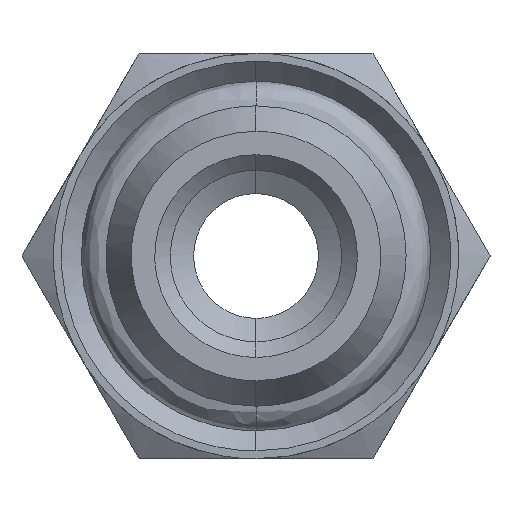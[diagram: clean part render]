
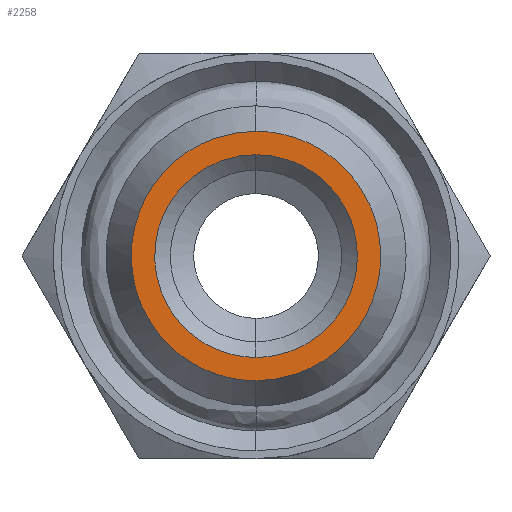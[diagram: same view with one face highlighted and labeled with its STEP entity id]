
A CAD part, front view. The second image highlights one B-rep face of the part: STEP entity #2258.
In plain terms, the highlighted free-form (B-spline) face has degree [1, 1] with [2, 2] control points.
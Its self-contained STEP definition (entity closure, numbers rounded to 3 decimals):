
#20 = CARTESIAN_POINT ( 'NONE',  ( -3.2, 0., 2.457 ) ) ;
#127 = CARTESIAN_POINT ( 'NONE',  ( 0., 0., -3.25 ) ) ;
#186 = CARTESIAN_POINT ( 'NONE',  ( 2.457, 0., 3.2 ) ) ;
#193 = CARTESIAN_POINT ( 'NONE',  ( -1.045, 0., 3.897 ) ) ;
#195 = CARTESIAN_POINT ( 'NONE',  ( 3.494, 0., 2.016 ) ) ;
#204 = CARTESIAN_POINT ( 'NONE',  ( 0., 0., 4. ) ) ;
#207 = CARTESIAN_POINT ( 'NONE',  ( 2.016, 0., -3.494 ) ) ;
#275 = CARTESIAN_POINT ( 'NONE',  ( 2.6, 0., 1.996 ) ) ;
#284 = CARTESIAN_POINT ( 'NONE',  ( 0., 0., 3.25 ) ) ;
#358 = FACE_BOUND ( 'NONE', #1652, .T. ) ;
#404 = CARTESIAN_POINT ( 'NONE',  ( -2.457, 0., 3.2 ) ) ;
#454 = CARTESIAN_POINT ( 'NONE',  ( 3.25, 0., 0.427 ) ) ;
#466 = CARTESIAN_POINT ( 'NONE',  ( 1.638, 0., -2.839 ) ) ;
#473 = CARTESIAN_POINT ( 'NONE',  ( 0.427, 0., -3.25 ) ) ;
#484 = CARTESIAN_POINT ( 'NONE',  ( 0., 0., -4. ) ) ;
#562 = ORIENTED_EDGE ( 'NONE', *, *, #1163, .T. ) ;
#598 = CARTESIAN_POINT ( 'NONE',  ( -4., 0., -0.525 ) ) ;
#603 = EDGE_CURVE ( 'NONE', #845, #1334, #2087, .T. ) ;
#606 = CARTESIAN_POINT ( 'NONE',  ( -0.525, 0., -4. ) ) ;
#608 = CARTESIAN_POINT ( 'NONE',  ( 0., 0., 4. ) ) ;
#618 = CARTESIAN_POINT ( 'NONE',  ( 0.525, 0., 4. ) ) ;
#620 = VERTEX_POINT ( 'NONE', #2047 ) ;
#621 = CARTESIAN_POINT ( 'NONE',  ( -4.048, 0., -4.048 ) ) ;
#629 = CARTESIAN_POINT ( 'NONE',  ( 0., 0., -4. ) ) ;
#632 = CARTESIAN_POINT ( 'NONE',  ( -0.525, 0., 4. ) ) ;
#636 = B_SPLINE_CURVE_WITH_KNOTS ( 'NONE', 3,
 ( #284, #913, #2151, #1100, #2140, #275, #2184, #894, #454, #2406, #903, #1324, #1126, #1906, #466, #664, #473, #2600 ),
 .UNSPECIFIED., .F., .F.,
 ( 4, 2, 2, 2, 2, 2, 2, 2, 4 ),
 ( 0., 0.393, 0.785, 1.178, 1.571, 1.963, 2.356, 2.749, 3.142 ),
 .UNSPECIFIED. ) ;
#664 = CARTESIAN_POINT ( 'NONE',  ( 0.849, 0., -3.166 ) ) ;
#763 = EDGE_CURVE ( 'NONE', #845, #1334, #636, .T. ) ;
#815 = CARTESIAN_POINT ( 'NONE',  ( -3.897, 0., -1.045 ) ) ;
#818 = CARTESIAN_POINT ( 'NONE',  ( -4.048, 0., 4.048 ) ) ;
#837 = CARTESIAN_POINT ( 'NONE',  ( 3.2, 0., 2.457 ) ) ;
#845 = VERTEX_POINT ( 'NONE', #2426 ) ;
#894 = CARTESIAN_POINT ( 'NONE',  ( 3.166, 0., 0.849 ) ) ;
#903 = CARTESIAN_POINT ( 'NONE',  ( 3.166, 0., -0.849 ) ) ;
#913 = CARTESIAN_POINT ( 'NONE',  ( 0.427, 0., 3.25 ) ) ;
#972 = CARTESIAN_POINT ( 'NONE',  ( 0., 0., -4. ) ) ;
#1013 = CARTESIAN_POINT ( 'NONE',  ( 4.048, 0., 4.048 ) ) ;
#1020 = CARTESIAN_POINT ( 'NONE',  ( 3.897, 0., 1.045 ) ) ;
#1029 = CARTESIAN_POINT ( 'NONE',  ( 4., 0., -0.525 ) ) ;
#1043 = CARTESIAN_POINT ( 'NONE',  ( -2.457, 0., -3.2 ) ) ;
#1100 = CARTESIAN_POINT ( 'NONE',  ( 1.638, 0., 2.839 ) ) ;
#1119 = ORIENTED_EDGE ( 'NONE', *, *, #2689, .T. ) ;
#1126 = CARTESIAN_POINT ( 'NONE',  ( 2.6, 0., -1.996 ) ) ;
#1163 = EDGE_CURVE ( 'NONE', #1522, #620, #2555, .T. ) ;
#1232 = CARTESIAN_POINT ( 'NONE',  ( 3.494, 0., -2.016 ) ) ;
#1246 = B_SPLINE_SURFACE_WITH_KNOTS ( 'NONE', 1, 1, ( 
 ( #818, #1013 ),
 ( #621, #2705 ) ),
 .UNSPECIFIED., .F., .F., .F.,
 ( 2, 2 ),
 ( 2, 2 ),
 ( 0., 1. ),
 ( 0., 1. ),
 .UNSPECIFIED. ) ;
#1252 = ORIENTED_EDGE ( 'NONE', *, *, #603, .F. ) ;
#1324 = CARTESIAN_POINT ( 'NONE',  ( 2.839, 0., -1.638 ) ) ;
#1334 = VERTEX_POINT ( 'NONE', #127 ) ;
#1432 = CARTESIAN_POINT ( 'NONE',  ( 2.457, 0., -3.2 ) ) ;
#1522 = VERTEX_POINT ( 'NONE', #484 ) ;
#1630 = CARTESIAN_POINT ( 'NONE',  ( 1.045, 0., -3.897 ) ) ;
#1640 = CARTESIAN_POINT ( 'NONE',  ( 0., 0., -3.25 ) ) ;
#1652 = EDGE_LOOP ( 'NONE', ( #1252, #1953 ) ) ;
#1829 = EDGE_LOOP ( 'NONE', ( #1119, #562 ) ) ;
#1833 = CARTESIAN_POINT ( 'NONE',  ( 2.016, 0., 3.494 ) ) ;
#1839 = CARTESIAN_POINT ( 'NONE',  ( -1.045, 0., -3.897 ) ) ;
#1844 = CARTESIAN_POINT ( 'NONE',  ( -3.2, 0., -2.457 ) ) ;
#1854 = CARTESIAN_POINT ( 'NONE',  ( -3.494, 0., 2.016 ) ) ;
#1856 = CARTESIAN_POINT ( 'NONE',  ( 3.897, 0., -1.045 ) ) ;
#1862 = CARTESIAN_POINT ( 'NONE',  ( -3.494, 0., -2.016 ) ) ;
#1906 = CARTESIAN_POINT ( 'NONE',  ( 1.996, 0., -2.6 ) ) ;
#1939 = FACE_OUTER_BOUND ( 'NONE', #1829, .T. ) ;
#1953 = ORIENTED_EDGE ( 'NONE', *, *, #763, .T. ) ;
#2047 = CARTESIAN_POINT ( 'NONE',  ( 0., 0., 4. ) ) ;
#2073 = CARTESIAN_POINT ( 'NONE',  ( -4., 0., 0.525 ) ) ;
#2083 = CARTESIAN_POINT ( 'NONE',  ( -6.5, 0., 3.25 ) ) ;
#2087 =( BOUNDED_CURVE ( )  B_SPLINE_CURVE ( 3, ( #2515, #2083, #2277, #1640 ),
 .UNSPECIFIED., .F., .F. ) 
 B_SPLINE_CURVE_WITH_KNOTS ( ( 4, 4 ),
 ( -3.142, 0. ),
 .UNSPECIFIED. ) 
 CURVE ( )  GEOMETRIC_REPRESENTATION_ITEM ( )  RATIONAL_B_SPLINE_CURVE ( ( 1., 0.333, 0.333, 1. ) ) 
 REPRESENTATION_ITEM ( '' )  );
#2099 = CARTESIAN_POINT ( 'NONE',  ( 4., 0., 0.525 ) ) ;
#2140 = CARTESIAN_POINT ( 'NONE',  ( 1.996, 0., 2.6 ) ) ;
#2151 = CARTESIAN_POINT ( 'NONE',  ( 0.849, 0., 3.166 ) ) ;
#2184 = CARTESIAN_POINT ( 'NONE',  ( 2.839, 0., 1.638 ) ) ;
#2258 = ADVANCED_FACE ( 'NONE', ( #358, #1939 ), #1246, .T. ) ;
#2277 = CARTESIAN_POINT ( 'NONE',  ( -6.5, 0., -3.25 ) ) ;
#2293 = CARTESIAN_POINT ( 'NONE',  ( -2.016, 0., -3.494 ) ) ;
#2294 = CARTESIAN_POINT ( 'NONE',  ( 0.525, 0., -4. ) ) ;
#2306 = B_SPLINE_CURVE_WITH_KNOTS ( 'NONE', 3,
 ( #204, #632, #193, #2715, #404, #20, #1854, #2316, #2073, #598, #815, #1862, #1844, #1043, #2293, #1839, #606, #629 ),
 .UNSPECIFIED., .F., .F.,
 ( 4, 2, 2, 2, 2, 2, 2, 2, 4 ),
 ( 0., 0.393, 0.785, 1.178, 1.571, 1.963, 2.356, 2.749, 3.142 ),
 .UNSPECIFIED. ) ;
#2316 = CARTESIAN_POINT ( 'NONE',  ( -3.897, 0., 1.045 ) ) ;
#2319 = CARTESIAN_POINT ( 'NONE',  ( 3.2, 0., -2.457 ) ) ;
#2406 = CARTESIAN_POINT ( 'NONE',  ( 3.25, 0., -0.427 ) ) ;
#2426 = CARTESIAN_POINT ( 'NONE',  ( 0., 0., 3.25 ) ) ;
#2515 = CARTESIAN_POINT ( 'NONE',  ( 0., 0., 3.25 ) ) ;
#2555 = B_SPLINE_CURVE_WITH_KNOTS ( 'NONE', 3,
 ( #972, #2294, #1630, #207, #1432, #2319, #1232, #1856, #1029, #2099, #1020, #195, #837, #186, #1833, #2717, #618, #608 ),
 .UNSPECIFIED., .F., .F.,
 ( 4, 2, 2, 2, 2, 2, 2, 2, 4 ),
 ( 0., 0.393, 0.785, 1.178, 1.571, 1.963, 2.356, 2.749, 3.142 ),
 .UNSPECIFIED. ) ;
#2600 = CARTESIAN_POINT ( 'NONE',  ( 0., 0., -3.25 ) ) ;
#2689 = EDGE_CURVE ( 'NONE', #620, #1522, #2306, .T. ) ;
#2705 = CARTESIAN_POINT ( 'NONE',  ( 4.048, 0., -4.048 ) ) ;
#2715 = CARTESIAN_POINT ( 'NONE',  ( -2.016, 0., 3.494 ) ) ;
#2717 = CARTESIAN_POINT ( 'NONE',  ( 1.045, 0., 3.897 ) ) ;
